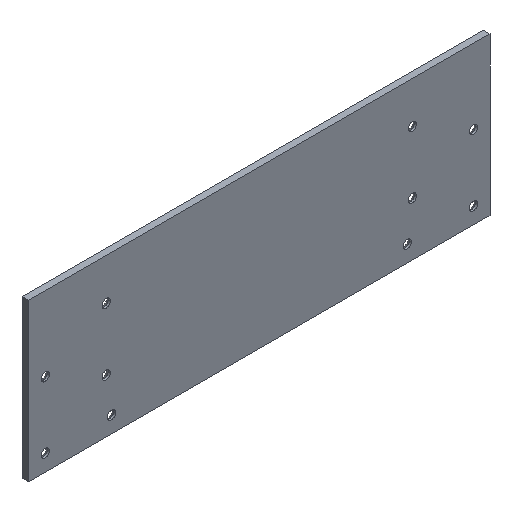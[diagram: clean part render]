
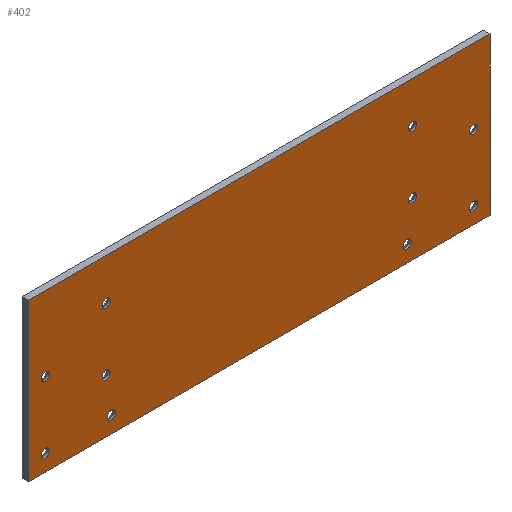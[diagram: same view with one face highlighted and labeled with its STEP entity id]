
A CAD part, isometric view. The second image highlights one B-rep face of the part: STEP entity #402.
In plain terms, the highlighted planar face has unit normal (0, -1, 0).
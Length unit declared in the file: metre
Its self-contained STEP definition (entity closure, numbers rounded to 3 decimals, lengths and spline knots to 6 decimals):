
#24=LINE('',#666,#36);
#28=LINE('',#674,#40);
#31=LINE('',#680,#43);
#33=LINE('',#683,#45);
#36=VECTOR('',#549,1.);
#40=VECTOR('',#555,1.);
#43=VECTOR('',#560,1.);
#45=VECTOR('',#564,1.);
#50=PLANE('',#461);
#88=ORIENTED_EDGE('',*,*,#158,.F.);
#89=ORIENTED_EDGE('',*,*,#162,.F.);
#90=ORIENTED_EDGE('',*,*,#165,.F.);
#91=ORIENTED_EDGE('',*,*,#167,.T.);
#92=ORIENTED_EDGE('',*,*,#152,.F.);
#93=ORIENTED_EDGE('',*,*,#150,.F.);
#94=ORIENTED_EDGE('',*,*,#148,.F.);
#95=ORIENTED_EDGE('',*,*,#146,.F.);
#96=ORIENTED_EDGE('',*,*,#144,.F.);
#97=ORIENTED_EDGE('',*,*,#142,.F.);
#98=ORIENTED_EDGE('',*,*,#140,.F.);
#99=ORIENTED_EDGE('',*,*,#138,.F.);
#100=ORIENTED_EDGE('',*,*,#136,.F.);
#101=ORIENTED_EDGE('',*,*,#154,.F.);
#136=EDGE_CURVE('',#178,#178,#216,.T.);
#138=EDGE_CURVE('',#180,#180,#218,.T.);
#140=EDGE_CURVE('',#182,#182,#220,.T.);
#142=EDGE_CURVE('',#184,#184,#222,.T.);
#144=EDGE_CURVE('',#186,#186,#224,.T.);
#146=EDGE_CURVE('',#188,#188,#226,.T.);
#148=EDGE_CURVE('',#190,#190,#228,.T.);
#150=EDGE_CURVE('',#192,#192,#230,.T.);
#152=EDGE_CURVE('',#194,#194,#232,.T.);
#154=EDGE_CURVE('',#196,#196,#234,.T.);
#158=EDGE_CURVE('',#200,#201,#24,.T.);
#162=EDGE_CURVE('',#203,#200,#28,.T.);
#165=EDGE_CURVE('',#205,#203,#31,.T.);
#167=EDGE_CURVE('',#205,#201,#33,.T.);
#178=VERTEX_POINT('',#612);
#180=VERTEX_POINT('',#617);
#182=VERTEX_POINT('',#622);
#184=VERTEX_POINT('',#627);
#186=VERTEX_POINT('',#632);
#188=VERTEX_POINT('',#637);
#190=VERTEX_POINT('',#642);
#192=VERTEX_POINT('',#647);
#194=VERTEX_POINT('',#652);
#196=VERTEX_POINT('',#657);
#200=VERTEX_POINT('',#665);
#201=VERTEX_POINT('',#667);
#203=VERTEX_POINT('',#673);
#205=VERTEX_POINT('',#679);
#216=CIRCLE('',#428,0.002);
#218=CIRCLE('',#431,0.002);
#220=CIRCLE('',#434,0.002);
#222=CIRCLE('',#437,0.002);
#224=CIRCLE('',#440,0.002);
#226=CIRCLE('',#443,0.002);
#228=CIRCLE('',#446,0.002);
#230=CIRCLE('',#449,0.002);
#232=CIRCLE('',#452,0.002);
#234=CIRCLE('',#455,0.002);
#270=EDGE_LOOP('',(#88,#89,#90,#91));
#271=EDGE_LOOP('',(#92));
#272=EDGE_LOOP('',(#93));
#273=EDGE_LOOP('',(#94));
#274=EDGE_LOOP('',(#95));
#275=EDGE_LOOP('',(#96));
#276=EDGE_LOOP('',(#97));
#277=EDGE_LOOP('',(#98));
#278=EDGE_LOOP('',(#99));
#279=EDGE_LOOP('',(#100));
#280=EDGE_LOOP('',(#101));
#336=FACE_BOUND('',#270,.T.);
#337=FACE_BOUND('',#271,.T.);
#338=FACE_BOUND('',#272,.T.);
#339=FACE_BOUND('',#273,.T.);
#340=FACE_BOUND('',#274,.T.);
#341=FACE_BOUND('',#275,.T.);
#342=FACE_BOUND('',#276,.T.);
#343=FACE_BOUND('',#277,.T.);
#344=FACE_BOUND('',#278,.T.);
#345=FACE_BOUND('',#279,.T.);
#346=FACE_BOUND('',#280,.T.);
#402=ADVANCED_FACE('',(#336,#337,#338,#339,#340,#341,#342,#343,#344,#345,
#346),#50,.T.);
#428=AXIS2_PLACEMENT_3D('',#611,#487,#488);
#431=AXIS2_PLACEMENT_3D('',#616,#493,#494);
#434=AXIS2_PLACEMENT_3D('',#621,#499,#500);
#437=AXIS2_PLACEMENT_3D('',#626,#505,#506);
#440=AXIS2_PLACEMENT_3D('',#631,#511,#512);
#443=AXIS2_PLACEMENT_3D('',#636,#517,#518);
#446=AXIS2_PLACEMENT_3D('',#641,#523,#524);
#449=AXIS2_PLACEMENT_3D('',#646,#529,#530);
#452=AXIS2_PLACEMENT_3D('',#651,#535,#536);
#455=AXIS2_PLACEMENT_3D('',#656,#541,#542);
#461=AXIS2_PLACEMENT_3D('',#684,#565,#566);
#487=DIRECTION('',(0.,-1.,0.));
#488=DIRECTION('',(0.,0.,-1.));
#493=DIRECTION('',(0.,-1.,0.));
#494=DIRECTION('',(0.,0.,-1.));
#499=DIRECTION('',(0.,-1.,0.));
#500=DIRECTION('',(0.,0.,-1.));
#505=DIRECTION('',(0.,-1.,0.));
#506=DIRECTION('',(0.,0.,-1.));
#511=DIRECTION('',(0.,-1.,0.));
#512=DIRECTION('',(0.,0.,-1.));
#517=DIRECTION('',(0.,-1.,0.));
#518=DIRECTION('',(0.,0.,-1.));
#523=DIRECTION('',(0.,-1.,0.));
#524=DIRECTION('',(0.,0.,-1.));
#529=DIRECTION('',(0.,-1.,0.));
#530=DIRECTION('',(0.,0.,-1.));
#535=DIRECTION('',(0.,-1.,0.));
#536=DIRECTION('',(0.,0.,-1.));
#541=DIRECTION('',(0.,-1.,0.));
#542=DIRECTION('',(0.,0.,-1.));
#549=DIRECTION('',(-1.,0.,0.));
#555=DIRECTION('',(0.,0.,-1.));
#560=DIRECTION('',(1.,0.,0.));
#564=DIRECTION('',(0.,0.,-1.));
#565=DIRECTION('',(0.,-1.,0.));
#566=DIRECTION('',(1.,0.,0.));
#611=CARTESIAN_POINT('',(-0.39554,-0.003175,0.080814));
#612=CARTESIAN_POINT('',(-0.39554,-0.003175,0.078814));
#616=CARTESIAN_POINT('',(-0.39554,-0.003175,0.048814));
#617=CARTESIAN_POINT('',(-0.39554,-0.003175,0.046814));
#621=CARTESIAN_POINT('',(-0.188611,-0.003175,0.080814));
#622=CARTESIAN_POINT('',(-0.188611,-0.003175,0.078814));
#626=CARTESIAN_POINT('',(-0.220611,-0.003175,0.048814));
#627=CARTESIAN_POINT('',(-0.220611,-0.003175,0.046814));
#631=CARTESIAN_POINT('',(-0.188611,-0.003175,0.048814));
#632=CARTESIAN_POINT('',(-0.188611,-0.003175,0.046814));
#636=CARTESIAN_POINT('',(-0.366111,-0.003175,0.096817));
#637=CARTESIAN_POINT('',(-0.366111,-0.003175,0.094817));
#641=CARTESIAN_POINT('',(-0.366111,-0.003175,0.066817));
#642=CARTESIAN_POINT('',(-0.366111,-0.003175,0.064817));
#646=CARTESIAN_POINT('',(-0.218111,-0.003175,0.096817));
#647=CARTESIAN_POINT('',(-0.218111,-0.003175,0.094817));
#651=CARTESIAN_POINT('',(-0.218111,-0.003175,0.066817));
#652=CARTESIAN_POINT('',(-0.218111,-0.003175,0.064817));
#656=CARTESIAN_POINT('',(-0.36354,-0.003175,0.048814));
#657=CARTESIAN_POINT('',(-0.36354,-0.003175,0.046814));
#665=CARTESIAN_POINT('',(-0.180611,-0.003175,0.040814));
#666=CARTESIAN_POINT('',(-0.292111,-0.003175,0.040814));
#667=CARTESIAN_POINT('',(-0.403611,-0.003175,0.040814));
#673=CARTESIAN_POINT('',(-0.180611,-0.003175,0.116817));
#674=CARTESIAN_POINT('',(-0.180611,-0.003175,0.078816));
#679=CARTESIAN_POINT('',(-0.403611,-0.003175,0.116817));
#680=CARTESIAN_POINT('',(-0.292111,-0.003175,0.116817));
#683=CARTESIAN_POINT('',(-0.403611,-0.003175,0.078816));
#684=CARTESIAN_POINT('',(-0.131281,-0.003175,0.077253));
